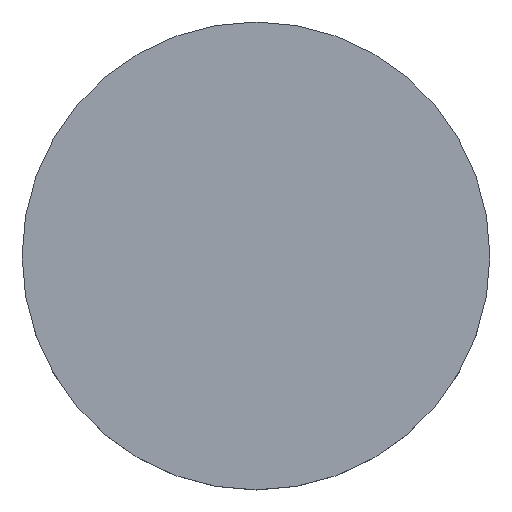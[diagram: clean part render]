
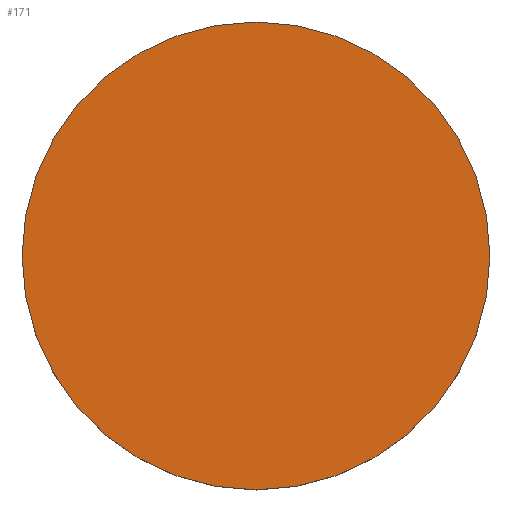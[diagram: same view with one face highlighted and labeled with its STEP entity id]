
A CAD part, top view. The second image highlights one B-rep face of the part: STEP entity #171.
In plain terms, the highlighted planar face has unit normal (0, 0, 1).
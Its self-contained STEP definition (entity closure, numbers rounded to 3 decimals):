
#2 = EDGE_CURVE ( 'NONE', #128, #22, #63, .T. ) ;
#16 = AXIS2_PLACEMENT_3D ( 'NONE', #120, #136, #159 ) ;
#22 = VERTEX_POINT ( 'NONE', #133 ) ;
#45 = ORIENTED_EDGE ( 'NONE', *, *, #98, .F. ) ;
#63 = CIRCLE ( 'NONE', #223, 12.7 ) ;
#69 = DIRECTION ( 'NONE',  ( 1., 0., 0. ) ) ;
#75 = DIRECTION ( 'NONE',  ( 1., 0., 0. ) ) ;
#77 = PLANE ( 'NONE',  #16 ) ;
#98 = EDGE_CURVE ( 'NONE', #22, #128, #165, .T. ) ;
#102 = AXIS2_PLACEMENT_3D ( 'NONE', #134, #158, #75 ) ;
#104 = FACE_OUTER_BOUND ( 'NONE', #219, .T. ) ;
#120 = CARTESIAN_POINT ( 'NONE',  ( 0., 26.112, 4. ) ) ;
#128 = VERTEX_POINT ( 'NONE', #149 ) ;
#133 = CARTESIAN_POINT ( 'NONE',  ( -12.7, 0., 4. ) ) ;
#134 = CARTESIAN_POINT ( 'NONE',  ( 0., 0., 4. ) ) ;
#136 = DIRECTION ( 'NONE',  ( 0., 0., 1. ) ) ;
#148 = ORIENTED_EDGE ( 'NONE', *, *, #2, .F. ) ;
#149 = CARTESIAN_POINT ( 'NONE',  ( 12.7, 0., 4. ) ) ;
#152 = CARTESIAN_POINT ( 'NONE',  ( 0., 0., 4. ) ) ;
#158 = DIRECTION ( 'NONE',  ( 0., 0., -1. ) ) ;
#159 = DIRECTION ( 'NONE',  ( 1., 0., 0. ) ) ;
#165 = CIRCLE ( 'NONE', #102, 12.7 ) ;
#171 = ADVANCED_FACE ( 'NONE', ( #104 ), #77, .T. ) ;
#174 = DIRECTION ( 'NONE',  ( 0., 0., -1. ) ) ;
#219 = EDGE_LOOP ( 'NONE', ( #148, #45 ) ) ;
#223 = AXIS2_PLACEMENT_3D ( 'NONE', #152, #174, #69 ) ;
